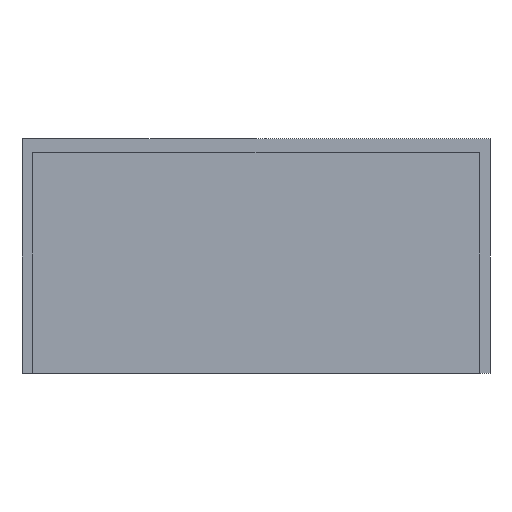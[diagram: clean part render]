
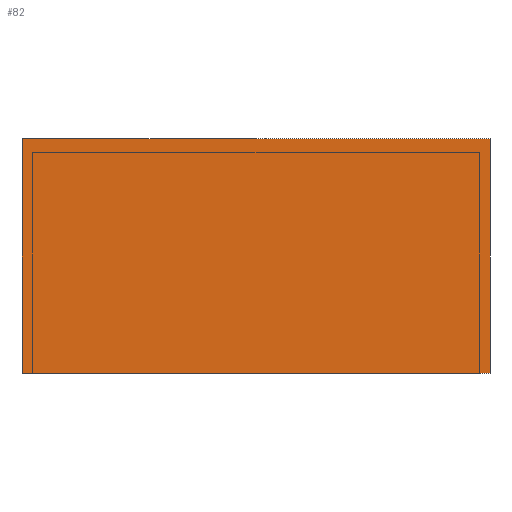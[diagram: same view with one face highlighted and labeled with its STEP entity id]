
A CAD part, front view. The second image highlights one B-rep face of the part: STEP entity #82.
In plain terms, the highlighted planar face has unit normal (0, -1, 0).
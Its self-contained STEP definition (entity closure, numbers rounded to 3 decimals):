
#82 = ADVANCED_FACE( '', ( #144 ), #145, .F. );
#144 = FACE_OUTER_BOUND( '', #194, .T. );
#145 = PLANE( '', #195 );
#194 = EDGE_LOOP( '', ( #242, #243, #244, #245 ) );
#195 = AXIS2_PLACEMENT_3D( '', #246, #247, #248 );
#242 = ORIENTED_EDGE( '', *, *, #333, .F. );
#243 = ORIENTED_EDGE( '', *, *, #334, .F. );
#244 = ORIENTED_EDGE( '', *, *, #335, .F. );
#245 = ORIENTED_EDGE( '', *, *, #336, .F. );
#246 = CARTESIAN_POINT( '', ( 1.665, -500.1, -0.835 ) );
#247 = DIRECTION( '', ( 0., 1., 0. ) );
#248 = DIRECTION( '', ( 0., 0., 1. ) );
#333 = EDGE_CURVE( '', #377, #378, #379, .T. );
#334 = EDGE_CURVE( '', #380, #377, #381, .T. );
#335 = EDGE_CURVE( '', #382, #380, #383, .T. );
#336 = EDGE_CURVE( '', #378, #382, #384, .T. );
#377 = VERTEX_POINT( '', #437 );
#378 = VERTEX_POINT( '', #438 );
#379 = LINE( '', #439, #440 );
#380 = VERTEX_POINT( '', #441 );
#381 = LINE( '', #442, #443 );
#382 = VERTEX_POINT( '', #444 );
#383 = LINE( '', #445, #446 );
#384 = LINE( '', #447, #448 );
#437 = CARTESIAN_POINT( '', ( 1.665, -500.1, 0.835 ) );
#438 = CARTESIAN_POINT( '', ( 1.665, -500.1, -0.835 ) );
#439 = CARTESIAN_POINT( '', ( 1.665, -500.1, 0.835 ) );
#440 = VECTOR( '', #494, 1000. );
#441 = CARTESIAN_POINT( '', ( -1.665, -500.1, 0.835 ) );
#442 = CARTESIAN_POINT( '', ( -1.665, -500.1, 0.835 ) );
#443 = VECTOR( '', #495, 1000. );
#444 = CARTESIAN_POINT( '', ( -1.665, -500.1, -0.835 ) );
#445 = CARTESIAN_POINT( '', ( -1.665, -500.1, -0.835 ) );
#446 = VECTOR( '', #496, 1000. );
#447 = CARTESIAN_POINT( '', ( 1.665, -500.1, -0.835 ) );
#448 = VECTOR( '', #497, 1000. );
#494 = DIRECTION( '', ( 0., 0., -1. ) );
#495 = DIRECTION( '', ( 1., 0., 0. ) );
#496 = DIRECTION( '', ( 0., 0., 1. ) );
#497 = DIRECTION( '', ( -1., 0., 0. ) );
